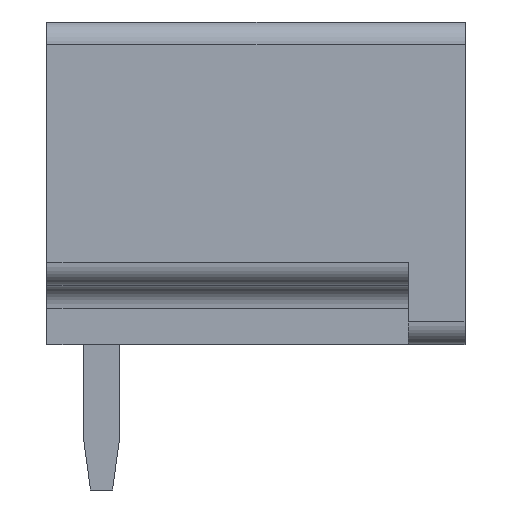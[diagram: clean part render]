
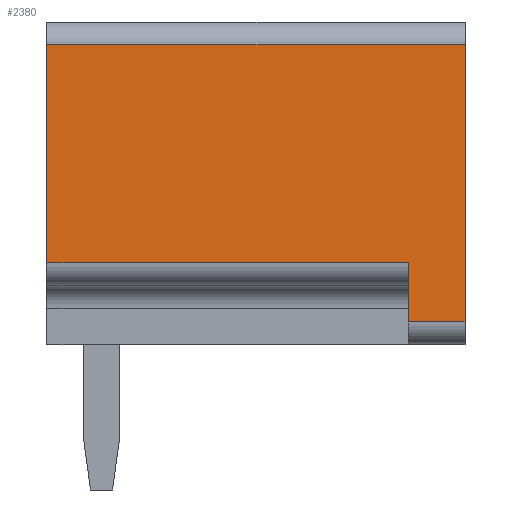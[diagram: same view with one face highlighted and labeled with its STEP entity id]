
A CAD part, left-side view. The second image highlights one B-rep face of the part: STEP entity #2380.
In plain terms, the highlighted planar face has unit normal (-1, 0, 0).
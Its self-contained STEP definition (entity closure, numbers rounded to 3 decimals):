
#2344=AXIS2_PLACEMENT_3D('Plane Axis2P3D',#2341,#2342,#2343) ;
#188=CARTESIAN_POINT('Vertex',(0.,0.,9.8)) ;
#191=CARTESIAN_POINT('Line Origine',(0.,0.,6.75)) ;
#195=CARTESIAN_POINT('Vertex',(0.,0.,3.7)) ;
#2322=CARTESIAN_POINT('Line Origine',(0.,4.6,9.8)) ;
#2326=CARTESIAN_POINT('Vertex',(0.,9.2,9.8)) ;
#2341=CARTESIAN_POINT('Axis2P3D Location',(0.,0.,3.7)) ;
#2346=CARTESIAN_POINT('Line Origine',(0.,0.625,3.7)) ;
#2350=CARTESIAN_POINT('Vertex',(0.,1.25,3.7)) ;
#2353=CARTESIAN_POINT('Line Origine',(0.,9.2,7.4)) ;
#2357=CARTESIAN_POINT('Vertex',(0.,9.2,5.)) ;
#2360=CARTESIAN_POINT('Line Origine',(0.,5.225,5.)) ;
#2364=CARTESIAN_POINT('Vertex',(0.,1.25,5.)) ;
#2367=CARTESIAN_POINT('Line Origine',(0.,1.25,4.35)) ;
#192=DIRECTION('Vector Direction',(0.,0.,1.)) ;
#2323=DIRECTION('Vector Direction',(0.,1.,0.)) ;
#2342=DIRECTION('Axis2P3D Direction',(-1.,0.,0.)) ;
#2343=DIRECTION('Axis2P3D XDirection',(0.,0.,1.)) ;
#2347=DIRECTION('Vector Direction',(0.,1.,0.)) ;
#2354=DIRECTION('Vector Direction',(0.,0.,1.)) ;
#2361=DIRECTION('Vector Direction',(0.,1.,0.)) ;
#2368=DIRECTION('Vector Direction',(0.,0.,-1.)) ;
#193=VECTOR('Line Direction',#192,1.) ;
#2324=VECTOR('Line Direction',#2323,1.) ;
#2348=VECTOR('Line Direction',#2347,1.) ;
#2355=VECTOR('Line Direction',#2354,1.) ;
#2362=VECTOR('Line Direction',#2361,1.) ;
#2369=VECTOR('Line Direction',#2368,1.) ;
#2373=ORIENTED_EDGE('',*,*,#2352,.F.) ;
#2374=ORIENTED_EDGE('',*,*,#197,.T.) ;
#2375=ORIENTED_EDGE('',*,*,#2328,.T.) ;
#2376=ORIENTED_EDGE('',*,*,#2359,.F.) ;
#2377=ORIENTED_EDGE('',*,*,#2366,.F.) ;
#2378=ORIENTED_EDGE('',*,*,#2371,.T.) ;
#2380=ADVANCED_FACE('Housing',(#2379),#2345,.T.) ;
#197=EDGE_CURVE('',#196,#189,#194,.T.) ;
#2328=EDGE_CURVE('',#189,#2327,#2325,.T.) ;
#2352=EDGE_CURVE('',#196,#2351,#2349,.T.) ;
#2359=EDGE_CURVE('',#2358,#2327,#2356,.T.) ;
#2366=EDGE_CURVE('',#2365,#2358,#2363,.T.) ;
#2371=EDGE_CURVE('',#2365,#2351,#2370,.T.) ;
#2372=EDGE_LOOP('',(#2373,#2374,#2375,#2376,#2377,#2378)) ;
#2379=FACE_OUTER_BOUND('',#2372,.T.) ;
#194=LINE('Line',#191,#193) ;
#2325=LINE('Line',#2322,#2324) ;
#2349=LINE('Line',#2346,#2348) ;
#2356=LINE('Line',#2353,#2355) ;
#2363=LINE('Line',#2360,#2362) ;
#2370=LINE('Line',#2367,#2369) ;
#2345=PLANE('',#2344) ;
#189=VERTEX_POINT('',#188) ;
#196=VERTEX_POINT('',#195) ;
#2327=VERTEX_POINT('',#2326) ;
#2351=VERTEX_POINT('',#2350) ;
#2358=VERTEX_POINT('',#2357) ;
#2365=VERTEX_POINT('',#2364) ;
